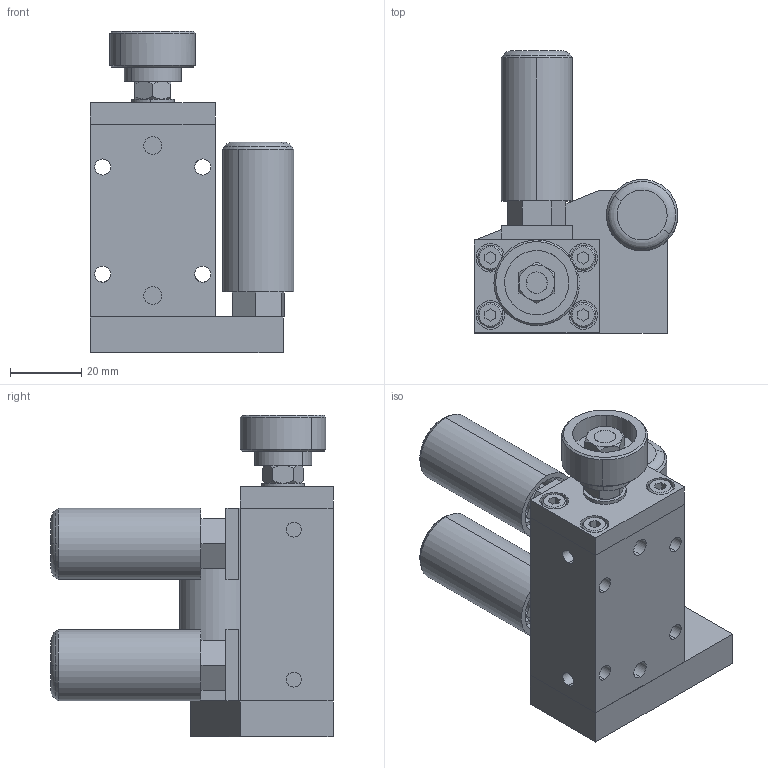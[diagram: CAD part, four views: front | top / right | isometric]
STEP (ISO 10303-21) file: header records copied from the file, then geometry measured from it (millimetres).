
FILE_DESCRIPTION (( 'STEP AP203' ), '1' );
FILE_NAME ('190417 STEP 3-400370-01_1503A.STEP', '2019-04-17T10:25:31', ( '' ), ( '' ), 'SwSTEP 2.0', 'SolidWorks 2019', '' );
FILE_SCHEMA (( 'CONFIG_CONTROL_DESIGN' ));
Length unit declared in the file: millimetre
Products named in the file (1): 190417 STEP 3-400370-01_1503A
Bounding box: 56.97 x 79 x 90 mm (x, y, z)
Volume: 95090.3 mm3; surface area: 60060.5 mm2
Topology: 25 solids, 25 shells, 696 faces, 1648 edges, 1068 vertices
Faces by surface type: plane 284, cylinder 229, cone 94, bspline 75, torus 14
Entity records: 24403 total; most frequent: CARTESIAN_POINT 8360, ORIENTED_EDGE 3296, DIRECTION 3182, EDGE_CURVE 1648, AXIS2_PLACEMENT_3D 1190, VERTEX_POINT 1068, EDGE_LOOP 844, VECTOR 802
